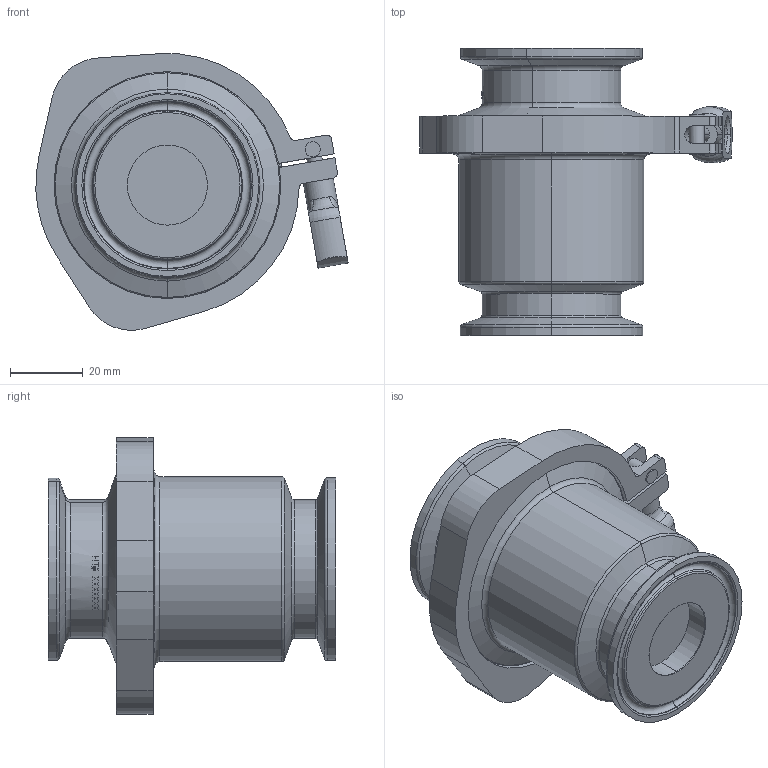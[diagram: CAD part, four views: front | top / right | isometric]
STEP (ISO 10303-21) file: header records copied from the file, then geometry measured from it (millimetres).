
FILE_DESCRIPTION (( 'STEP AP203' ), '1' );
FILE_NAME ('94C-100-C.STEP', '2021-09-14T13:24:58', ( '' ), ( '' ), 'SwSTEP 2.0', 'SolidWorks 2018', '' );
FILE_SCHEMA (( 'CONFIG_CONTROL_DESIGN' ));
Length unit declared in the file: inch
Products named in the file (2): 94C-100-C
Bounding box: 86.14 x 79.21 x 76.28 mm (x, y, z)
Volume: 154106.2 mm3; surface area: 31885.1 mm2
Topology: 1 solids, 1 shells, 308 faces, 806 edges, 511 vertices
Faces by surface type: bspline 104, cylinder 69, plane 69, torus 43, cone 23
Entity records: 10734 total; most frequent: CARTESIAN_POINT 3561, ORIENTED_EDGE 1600, DIRECTION 1251, EDGE_CURVE 800, VERTEX_POINT 511, AXIS2_PLACEMENT_3D 473, EDGE_LOOP 333, ADVANCED_FACE 308
